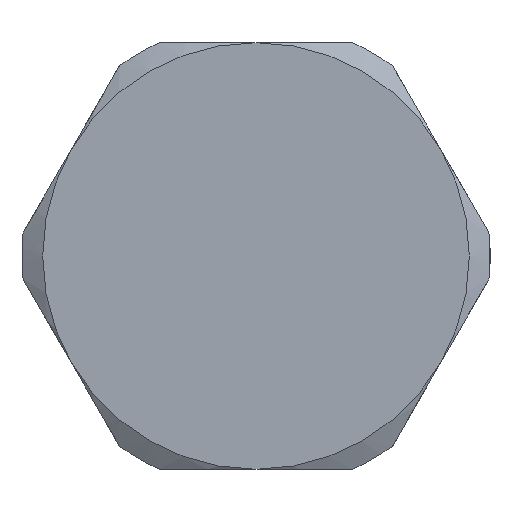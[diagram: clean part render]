
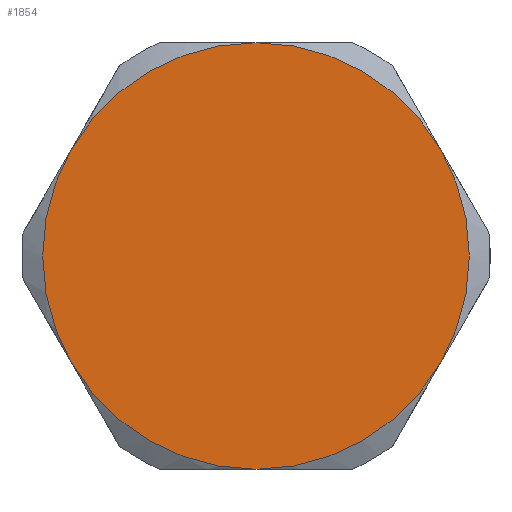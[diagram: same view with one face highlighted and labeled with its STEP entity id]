
A CAD part, left-side view. The second image highlights one B-rep face of the part: STEP entity #1854.
In plain terms, the highlighted planar face has unit normal (-1, 0, 0).
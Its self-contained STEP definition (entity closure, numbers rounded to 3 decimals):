
#50 = DIRECTION ( 'NONE',  ( 0., 0., -1. ) ) ;
#52 = ORIENTED_EDGE ( 'NONE', *, *, #1395, .F. ) ;
#75 = CARTESIAN_POINT ( 'NONE',  ( 0., 0., -15.85 ) ) ;
#167 = DIRECTION ( 'NONE',  ( 1., 0., 0. ) ) ;
#169 = CARTESIAN_POINT ( 'NONE',  ( 0., -13.727, 7.925 ) ) ;
#396 = VERTEX_POINT ( 'NONE', #2824 ) ;
#440 = DIRECTION ( 'NONE',  ( 1., 0., 0. ) ) ;
#473 = ORIENTED_EDGE ( 'NONE', *, *, #4597, .T. ) ;
#532 = AXIS2_PLACEMENT_3D ( 'NONE', #3398, #1225, #1243 ) ;
#591 = VERTEX_POINT ( 'NONE', #5517 ) ;
#669 = VERTEX_POINT ( 'NONE', #75 ) ;
#832 = EDGE_LOOP ( 'NONE', ( #1212, #5096, #52, #5474, #473, #2281 ) ) ;
#836 = EDGE_CURVE ( 'NONE', #1699, #591, #3198, .T. ) ;
#1052 = CARTESIAN_POINT ( 'NONE',  ( 0., 27.453, 15.85 ) ) ;
#1212 = ORIENTED_EDGE ( 'NONE', *, *, #2965, .F. ) ;
#1225 = DIRECTION ( 'NONE',  ( 1., 0., 0. ) ) ;
#1243 = DIRECTION ( 'NONE',  ( 0., 0., -1. ) ) ;
#1320 = CIRCLE ( 'NONE', #532, 15.85 ) ;
#1373 = DIRECTION ( 'NONE',  ( 0., 0., -1. ) ) ;
#1395 = EDGE_CURVE ( 'NONE', #2835, #396, #4133, .T. ) ;
#1417 = DIRECTION ( 'NONE',  ( 0., 0., -1. ) ) ;
#1537 = AXIS2_PLACEMENT_3D ( 'NONE', #4900, #167, #2755 ) ;
#1699 = VERTEX_POINT ( 'NONE', #2187 ) ;
#1854 = ADVANCED_FACE ( 'NONE', ( #3389 ), #3983, .F. ) ;
#2187 = CARTESIAN_POINT ( 'NONE',  ( 0., 13.727, -7.925 ) ) ;
#2237 = DIRECTION ( 'NONE',  ( 1., 0., 0. ) ) ;
#2281 = ORIENTED_EDGE ( 'NONE', *, *, #836, .F. ) ;
#2313 = CARTESIAN_POINT ( 'NONE',  ( 0., 0., 0. ) ) ;
#2355 = EDGE_CURVE ( 'NONE', #396, #669, #4590, .T. ) ;
#2541 = VERTEX_POINT ( 'NONE', #5031 ) ;
#2663 = AXIS2_PLACEMENT_3D ( 'NONE', #3897, #2237, #1373 ) ;
#2734 = DIRECTION ( 'NONE',  ( -1., 0., 0. ) ) ;
#2755 = DIRECTION ( 'NONE',  ( 0., 0., -1. ) ) ;
#2824 = CARTESIAN_POINT ( 'NONE',  ( 0., -13.727, -7.925 ) ) ;
#2835 = VERTEX_POINT ( 'NONE', #169 ) ;
#2918 = AXIS2_PLACEMENT_3D ( 'NONE', #1052, #3145, #1417 ) ;
#2965 = EDGE_CURVE ( 'NONE', #669, #1699, #1320, .T. ) ;
#3025 = CARTESIAN_POINT ( 'NONE',  ( 0., 0., 0. ) ) ;
#3043 = EDGE_CURVE ( 'NONE', #2541, #2835, #4467, .T. ) ;
#3047 = AXIS2_PLACEMENT_3D ( 'NONE', #5192, #4762, #50 ) ;
#3111 = CIRCLE ( 'NONE', #3927, 15.85 ) ;
#3145 = DIRECTION ( 'NONE',  ( 1., 0., 0. ) ) ;
#3198 = CIRCLE ( 'NONE', #1537, 15.85 ) ;
#3389 = FACE_OUTER_BOUND ( 'NONE', #832, .T. ) ;
#3398 = CARTESIAN_POINT ( 'NONE',  ( 0., 0., 0. ) ) ;
#3447 = DIRECTION ( 'NONE',  ( 0., 0., -1. ) ) ;
#3604 = DIRECTION ( 'NONE',  ( 0., 0., 1. ) ) ;
#3897 = CARTESIAN_POINT ( 'NONE',  ( 0., 0., 0. ) ) ;
#3927 = AXIS2_PLACEMENT_3D ( 'NONE', #2313, #2734, #3604 ) ;
#3983 = PLANE ( 'NONE',  #2918 ) ;
#4133 = CIRCLE ( 'NONE', #3047, 15.85 ) ;
#4332 = AXIS2_PLACEMENT_3D ( 'NONE', #3025, #440, #3447 ) ;
#4467 = CIRCLE ( 'NONE', #2663, 15.85 ) ;
#4590 = CIRCLE ( 'NONE', #4332, 15.85 ) ;
#4597 = EDGE_CURVE ( 'NONE', #2541, #591, #3111, .T. ) ;
#4762 = DIRECTION ( 'NONE',  ( 1., 0., 0. ) ) ;
#4900 = CARTESIAN_POINT ( 'NONE',  ( 0., 0., 0. ) ) ;
#5031 = CARTESIAN_POINT ( 'NONE',  ( 0., 0., 15.85 ) ) ;
#5096 = ORIENTED_EDGE ( 'NONE', *, *, #2355, .F. ) ;
#5192 = CARTESIAN_POINT ( 'NONE',  ( 0., 0., 0. ) ) ;
#5474 = ORIENTED_EDGE ( 'NONE', *, *, #3043, .F. ) ;
#5517 = CARTESIAN_POINT ( 'NONE',  ( 0., 13.727, 7.925 ) ) ;
